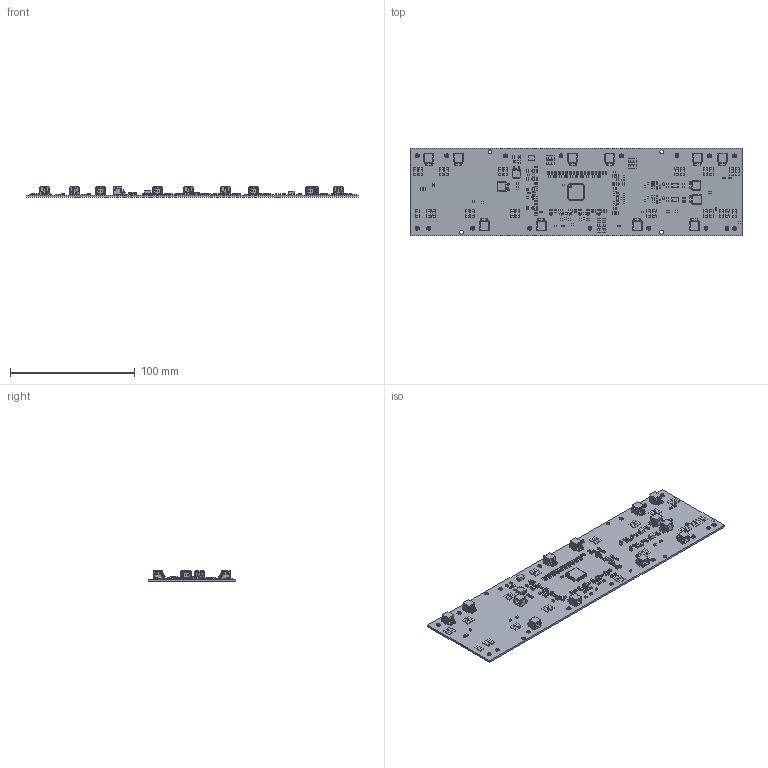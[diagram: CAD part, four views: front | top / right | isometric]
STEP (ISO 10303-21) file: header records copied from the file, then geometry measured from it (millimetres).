
FILE_DESCRIPTION(('KiCad electronic assembly'),'2;1');
FILE_NAME('Segment PCB.step','2024-10-25T13:50:45',('Pcbnew'),('Kicad'), 'Open CASCADE STEP processor 7.7','KiCad to STEP converter','Unknown' );
FILE_SCHEMA(('AUTOMOTIVE_DESIGN { 1 0 10303 214 1 1 1 1 }'));
Length unit declared in the file: millimetre
Products named in the file (28): Segment PCB 1; U.FL-R-SMT-1_10_; U.FL-R-SMT-1(10); C_0805_2012Metric; R_0805_2012Metric; SOT-23; SOT_23; ADBMS6830BCSWZ; ASSEMBLY; 352115RFT; 502352-0200; 5023520200; SD12C-01FTG; LED_0805_2012Metric; DLW43SH101XK2L; MJD31CAJ; 742792693; SMBJ75A; Segment PCB_PCB
Assembly tree (245 placements, depth 3):
  Segment PCB 1
    U.FL-R-SMT-1_10_  x17
      U.FL-R-SMT-1(10)
    C_0805_2012Metric  x82
      C_0805_2012Metric
    R_0805_2012Metric  x60
      R_0805_2012Metric
    SOT-23  x16
      SOT_23
    ADBMS6830BCSWZ
      ASSEMBLY
    352115RFT  x32
      ASSEMBLY
    502352-0200  x13
      5023520200
    SD12C-01FTG  x4
      ASSEMBLY
    LED_0805_2012Metric
      LED_0805_2012Metric
    DLW43SH101XK2L  x2
      ASSEMBLY
    MJD31CAJ
      MJD31CAJ
    742792693
      ASSEMBLY
    SMBJ75A
      ASSEMBLY
    Segment PCB_PCB
Bounding box: 266 x 70 x 8.09 mm (x, y, z)
Volume: 33534.5 mm3; surface area: 50397.6 mm2
Topology: 401 solids, 401 shells, 10943 faces, 28155 edges, 18471 vertices
Faces by surface type: plane 7988, cylinder 2383, bspline 432, cone 102, revolution 34, sphere 4
Full cylindrical faces by diameter (mm): 1.5 x1, 3 x4
Entity records: 56312 total; most frequent: CARTESIAN_POINT 9680, DIRECTION 9150, ORIENTED_EDGE 8968, EDGE_CURVE 4484, LINE 3754, VECTOR 3754, VERTEX_POINT 2935, AXIS2_PLACEMENT_3D 2697
